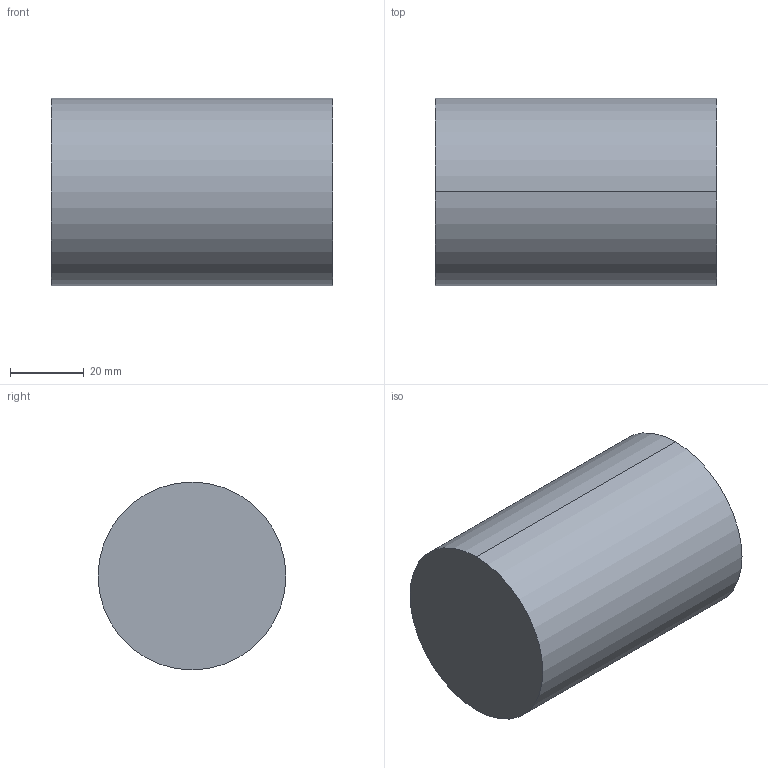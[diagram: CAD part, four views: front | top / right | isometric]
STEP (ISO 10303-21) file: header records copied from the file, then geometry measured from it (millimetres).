
FILE_DESCRIPTION (( 'STEP AP214' ), '1' );
FILE_NAME ('3CSS-2.STEP', '2020-10-23T00:06:24', ( '' ), ( '' ), 'SwSTEP 2.0', 'SolidWorks 2019', '' );
FILE_SCHEMA (( 'AUTOMOTIVE_DESIGN' ));
Length unit declared in the file: inch
Products named in the file (1): 3CSS-2
Bounding box: 76.2 x 50.8 x 50.8 mm (x, y, z)
Volume: 154444.4 mm3; surface area: 16214.6 mm2
Topology: 1 solids, 1 shells, 36 faces, 240 edges, 238 vertices
Faces by surface type: plane 34, cylinder 2
Entity records: 3479 total; most frequent: CARTESIAN_POINT 1584, ORIENTED_EDGE 480, DIRECTION 243, EDGE_CURVE 240, VERTEX_POINT 238, VECTOR 161, LINE 161, B_SPLINE_CURVE_WITH_KNOTS 75
